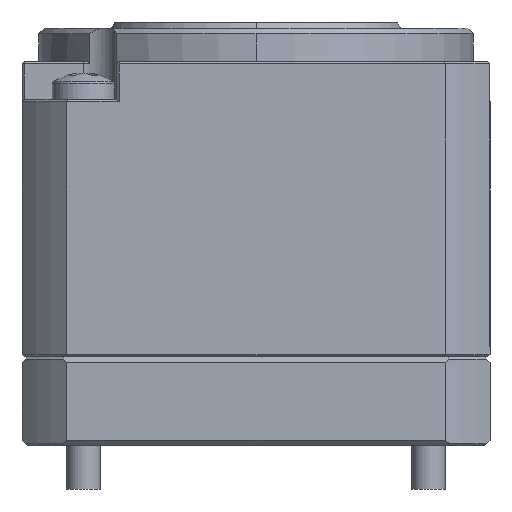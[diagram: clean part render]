
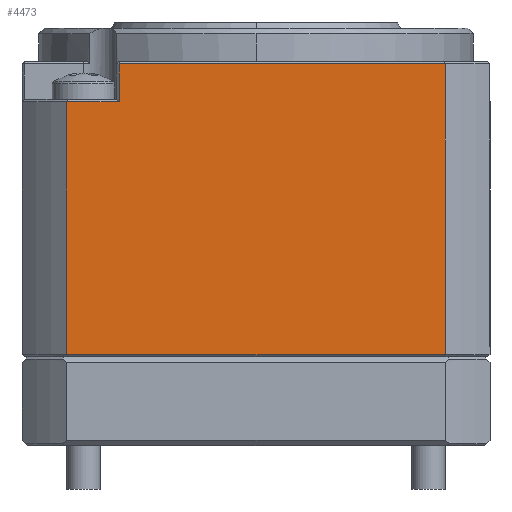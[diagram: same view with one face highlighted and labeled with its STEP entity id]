
A CAD part, front view. The second image highlights one B-rep face of the part: STEP entity #4473.
In plain terms, the highlighted planar face has unit normal (0, -1, 0).
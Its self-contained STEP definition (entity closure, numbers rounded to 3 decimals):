
#238 = DIRECTION ( 'NONE',  ( 1., 0., 0. ) ) ;
#500 = CARTESIAN_POINT ( 'NONE',  ( -12.29, -21., -3.4 ) ) ;
#1332 = DIRECTION ( 'NONE',  ( -1., 0., 0. ) ) ;
#1660 = ORIENTED_EDGE ( 'NONE', *, *, #12854, .T. ) ;
#1664 = DIRECTION ( 'NONE',  ( -1., 0., 0. ) ) ;
#1704 = VECTOR ( 'NONE', #1664, 1000. ) ;
#1893 = VERTEX_POINT ( 'NONE', #17076 ) ;
#2233 = EDGE_CURVE ( 'NONE', #17279, #3143, #5182, .T. ) ;
#2532 = EDGE_LOOP ( 'NONE', ( #9141, #3019, #5252, #1660, #7822, #16740 ) ) ;
#2537 = VECTOR ( 'NONE', #3979, 1000. ) ;
#2570 = LINE ( 'NONE', #4410, #17919 ) ;
#3019 = ORIENTED_EDGE ( 'NONE', *, *, #15453, .T. ) ;
#3143 = VERTEX_POINT ( 'NONE', #12245 ) ;
#3979 = DIRECTION ( 'NONE',  ( 0., 0., -1. ) ) ;
#4410 = CARTESIAN_POINT ( 'NONE',  ( 21., -21., -3.4 ) ) ;
#4473 = ADVANCED_FACE ( 'NONE', ( #11382 ), #12934, .T. ) ;
#5126 = DIRECTION ( 'NONE',  ( 0., -1., 0. ) ) ;
#5182 = LINE ( 'NONE', #12391, #11200 ) ;
#5252 = ORIENTED_EDGE ( 'NONE', *, *, #8137, .T. ) ;
#5698 = VECTOR ( 'NONE', #13811, 1000. ) ;
#5748 = LINE ( 'NONE', #7748, #1704 ) ;
#6246 = CARTESIAN_POINT ( 'NONE',  ( -16.971, -21., -29.5 ) ) ;
#6521 = EDGE_CURVE ( 'NONE', #9108, #3143, #19614, .T. ) ;
#6601 = VERTEX_POINT ( 'NONE', #12724 ) ;
#7698 = CARTESIAN_POINT ( 'NONE',  ( -16.971, -21., 56.197 ) ) ;
#7748 = CARTESIAN_POINT ( 'NONE',  ( 21., -21., -6.8 ) ) ;
#7822 = ORIENTED_EDGE ( 'NONE', *, *, #14971, .T. ) ;
#8006 = VERTEX_POINT ( 'NONE', #500 ) ;
#8137 = EDGE_CURVE ( 'NONE', #8006, #6601, #15265, .T. ) ;
#8322 = AXIS2_PLACEMENT_3D ( 'NONE', #9700, #5126, #14261 ) ;
#9108 = VERTEX_POINT ( 'NONE', #17435 ) ;
#9141 = ORIENTED_EDGE ( 'NONE', *, *, #6521, .F. ) ;
#9700 = CARTESIAN_POINT ( 'NONE',  ( 21., -21., 56.197 ) ) ;
#9794 = LINE ( 'NONE', #7698, #5698 ) ;
#11200 = VECTOR ( 'NONE', #238, 1000. ) ;
#11382 = FACE_OUTER_BOUND ( 'NONE', #2532, .T. ) ;
#11710 = VECTOR ( 'NONE', #11742, 1000. ) ;
#11742 = DIRECTION ( 'NONE',  ( 0., 0., -1. ) ) ;
#12245 = CARTESIAN_POINT ( 'NONE',  ( 16.971, -21., -29.5 ) ) ;
#12391 = CARTESIAN_POINT ( 'NONE',  ( 21., -21., -29.5 ) ) ;
#12724 = CARTESIAN_POINT ( 'NONE',  ( -12.29, -21., -6.8 ) ) ;
#12854 = EDGE_CURVE ( 'NONE', #6601, #1893, #5748, .T. ) ;
#12934 = PLANE ( 'NONE',  #8322 ) ;
#13112 = CARTESIAN_POINT ( 'NONE',  ( -12.29, -21., 56.197 ) ) ;
#13811 = DIRECTION ( 'NONE',  ( 0., 0., -1. ) ) ;
#14261 = DIRECTION ( 'NONE',  ( 1., 0., 0. ) ) ;
#14971 = EDGE_CURVE ( 'NONE', #1893, #17279, #9794, .T. ) ;
#15265 = LINE ( 'NONE', #13112, #2537 ) ;
#15453 = EDGE_CURVE ( 'NONE', #9108, #8006, #2570, .T. ) ;
#16410 = CARTESIAN_POINT ( 'NONE',  ( 16.971, -21., 73.931 ) ) ;
#16740 = ORIENTED_EDGE ( 'NONE', *, *, #2233, .T. ) ;
#17076 = CARTESIAN_POINT ( 'NONE',  ( -16.971, -21., -6.8 ) ) ;
#17279 = VERTEX_POINT ( 'NONE', #6246 ) ;
#17435 = CARTESIAN_POINT ( 'NONE',  ( 16.971, -21., -3.4 ) ) ;
#17919 = VECTOR ( 'NONE', #1332, 1000. ) ;
#19614 = LINE ( 'NONE', #16410, #11710 ) ;
